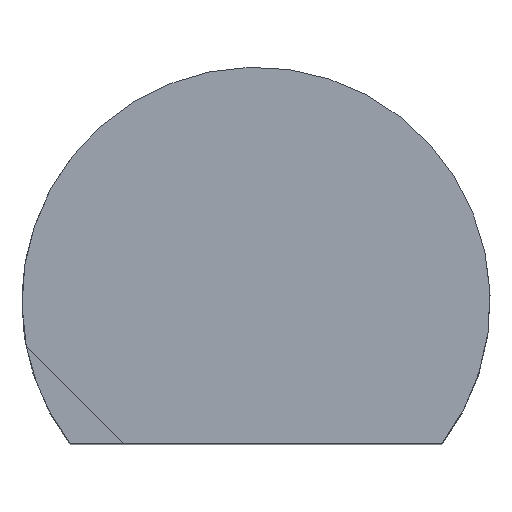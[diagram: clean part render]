
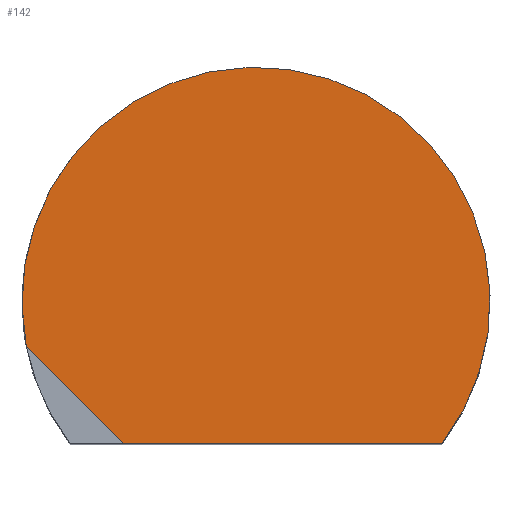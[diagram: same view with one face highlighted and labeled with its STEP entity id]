
A CAD part, top view. The second image highlights one B-rep face of the part: STEP entity #142.
In plain terms, the highlighted planar face has unit normal (0, 0, 1).
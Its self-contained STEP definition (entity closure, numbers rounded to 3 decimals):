
#13=DIRECTION('',(0.,0.,1.));
#27=VECTOR('',#28,1.);
#28=DIRECTION('',(1.,0.,0.));
#41=DIRECTION('',(-1.,0.,0.));
#44=VERTEX_POINT('',#45);
#45=CARTESIAN_POINT('',(-0.172,-1.55,9.9));
#50=EDGE_CURVE('',#44,#51,#53,.T.);
#51=VERTEX_POINT('',#52);
#52=CARTESIAN_POINT('',(3.295,-1.55,9.9));
#53=LINE('',#54,#27);
#54=CARTESIAN_POINT('',(-0.755,-1.55,9.9));
#117=DIRECTION('',(0.,0.,-1.));
#123=EDGE_CURVE('',#51,#124,#126,.T.);
#124=VERTEX_POINT('',#125);
#125=CARTESIAN_POINT('',(-1.233,-0.489,9.9));
#126=CIRCLE('',#127,2.55);
#127=AXIS2_PLACEMENT_3D('',#128,#13,#28);
#128=CARTESIAN_POINT('',(1.27,0.,9.9));
#142=ADVANCED_FACE('',(#143),#152,.F.);
#143=FACE_BOUND('',#144,.F.);
#144=EDGE_LOOP('',(#145,#146,#151));
#145=ORIENTED_EDGE('',*,*,#50,.F.);
#146=ORIENTED_EDGE('',*,*,#147,.F.);
#147=EDGE_CURVE('',#124,#44,#148,.T.);
#148=LINE('',#125,#149);
#149=VECTOR('',#150,1.);
#150=DIRECTION('',(0.707,-0.707,0.));
#151=ORIENTED_EDGE('',*,*,#123,.F.);
#152=PLANE('',#153);
#153=AXIS2_PLACEMENT_3D('',#54,#117,#41);
